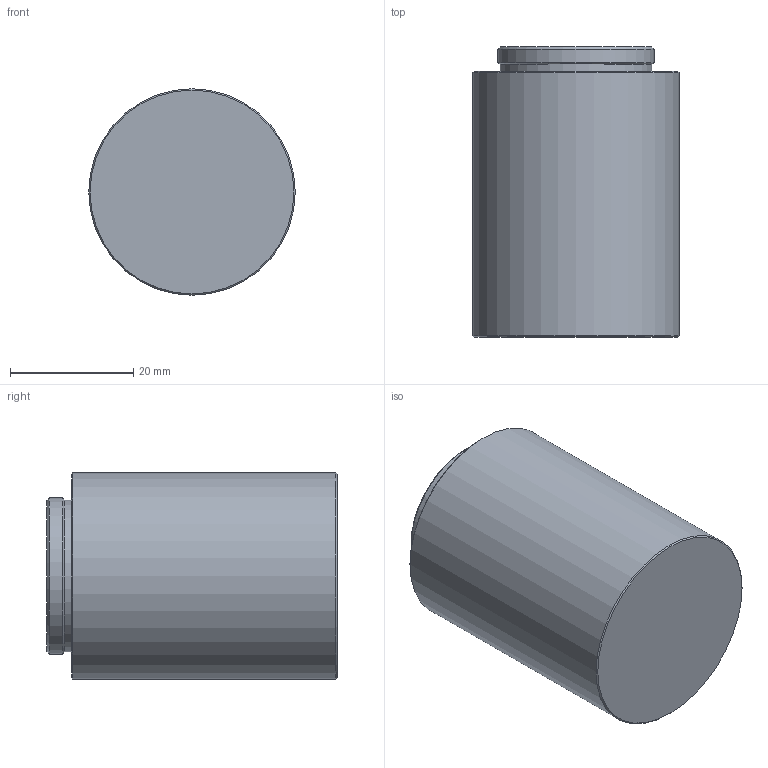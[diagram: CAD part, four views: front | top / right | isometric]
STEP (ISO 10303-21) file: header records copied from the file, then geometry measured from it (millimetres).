
FILE_DESCRIPTION(/* description */ ('Unknown'),/* implementation_level */ '2;1');
FILE_NAME(/* name */ 'SASF-C-HD-F35-M27_3D-CAD.stp',/* time_stamp */ '2021-10-07T11:45:48-04:00',/* author */ ('us0alz'),/* organization */ (''),/* preprocessor_version */ 'ST-DEVELOPER v17',/* originating_system */ 'Autodesk Inventor 2019',/* authorisation */ ' ');
FILE_SCHEMA (('AUTOMOTIVE_DESIGN { 1 0 10303 214 3 1 1 }'));
Length unit declared in the file: millimetre
Products named in the file (1): SASF-C-HD-F35-M27_3D-CAD
Bounding box: 33.5 x 47.1 x 33.5 mm (x, y, z)
Volume: 39963.9 mm3; surface area: 6620.6 mm2
Topology: 1 solids, 1 shells, 10 faces, 24 edges, 17 vertices
Faces by surface type: cone 4, plane 3, cylinder 3
Full cylindrical faces by diameter (mm): 24.6 x1, 25.4 x1, 33.5 x1
Entity records: 355 total; most frequent: DIRECTION 63, CARTESIAN_POINT 52, ORIENTED_EDGE 48, AXIS2_PLACEMENT_3D 28, EDGE_CURVE 24, CIRCLE 17, VERTEX_POINT 17, EDGE_LOOP 11
